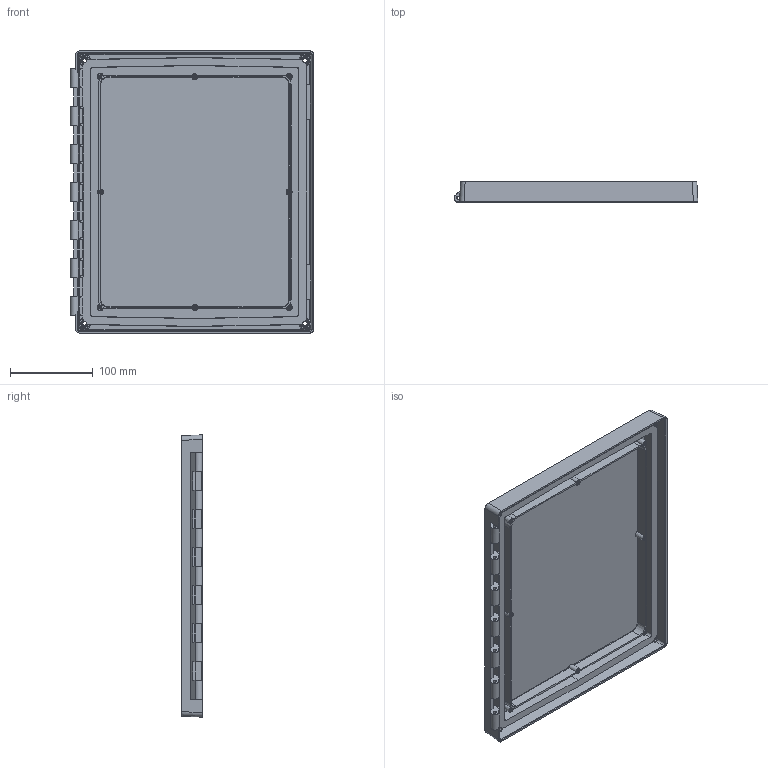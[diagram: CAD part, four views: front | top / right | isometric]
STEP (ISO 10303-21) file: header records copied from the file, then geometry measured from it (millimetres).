
FILE_DESCRIPTION((''),'2;1');
FILE_NAME('12X10_LOW_HINGE_C','2015-01-15T',('fxhongdongluo'),(''),'PRO/ENGINEER BY PARAMETRIC TECHNOLOGY CORPORATION, 2010040','PRO/ENGINEER BY PARAMETRIC TECHNOLOGY CORPORATION, 2010040','');
FILE_SCHEMA(('CONFIG_CONTROL_DESIGN'));
Length unit declared in the file: millimetre
Products named in the file (1): 12X10_LOW_HINGE_C
Bounding box: 295.08 x 24.61 x 341.84 mm (x, y, z)
Volume: 635012.1 mm3; surface area: 308631.2 mm2
Topology: 1 solids, 1 shells, 468 faces, 1281 edges, 832 vertices
Faces by surface type: plane 238, cylinder 118, cone 54, torus 36, bspline 22
Entity records: 16578 total; most frequent: CARTESIAN_POINT 4870, ORIENTED_EDGE 2562, DIRECTION 2271, EDGE_CURVE 1281, VERTEX_POINT 832, AXIS2_PLACEMENT_3D 782, VECTOR 707, LINE 707
